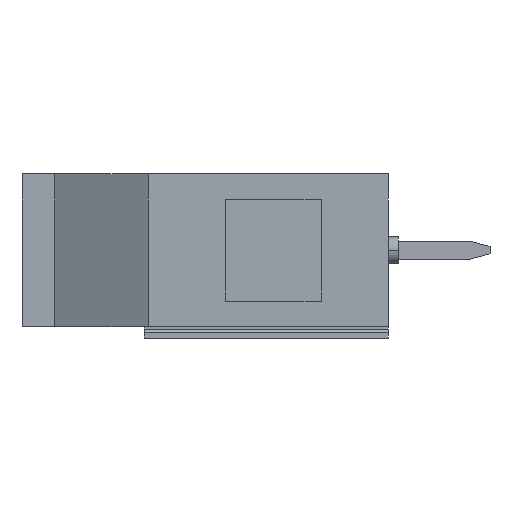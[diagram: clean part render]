
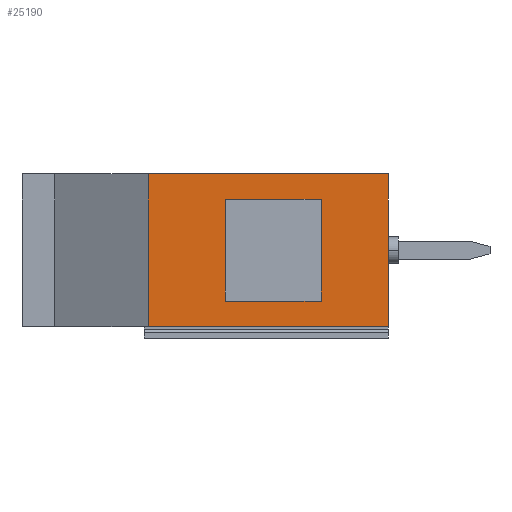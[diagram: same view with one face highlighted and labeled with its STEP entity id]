
A CAD part, left-side view. The second image highlights one B-rep face of the part: STEP entity #25190.
In plain terms, the highlighted planar face has unit normal (-1, 0, 0).
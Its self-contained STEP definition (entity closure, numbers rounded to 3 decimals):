
#8040=CARTESIAN_POINT('',(-88.727,37.058
   ,3.75));
#8050=VERTEX_POINT('',#8040);
#8080=CARTESIAN_POINT('',(-88.727,37.058
   ,3.75));
#8090=DIRECTION('',(0.,1.,
   0.));
#8100=VECTOR('',#8090,1.);
#8110=LINE('',#8080,#8100);
#8120=CARTESIAN_POINT('',(-88.727,48.858
   ,3.75));
#8130=VERTEX_POINT('',#8120);
#8140=EDGE_CURVE('',#8050,#8130,#8110,.T.);
#24550=CARTESIAN_POINT('',(-88.727,
   40.358,0.));
#24560=DIRECTION('',(-1.,0.,
   0.));
#24570=DIRECTION('',(0.,1.,
   0.));
#24580=AXIS2_PLACEMENT_3D('',#24550,#24560,#24570);
#24590=PLANE('',#24580);
#24600=CARTESIAN_POINT('',(-88.727,
   48.858,0.));
#24610=DIRECTION('',(0.,0.,
   1.));
#24620=VECTOR('',#24610,1.);
#24630=LINE('',#24600,#24620);
#24640=CARTESIAN_POINT('',(-88.727,
   48.858,-3.75));
#24650=VERTEX_POINT('',#24640);
#24660=EDGE_CURVE('',#24650,#8130,#24630,.T.);
#24670=ORIENTED_EDGE('',*,*,#24660,.F.);
#24680=ORIENTED_EDGE('',*,*,#8140,.T.);
#24690=CARTESIAN_POINT('',(-88.727,
   37.058,0.));
#24700=DIRECTION('',(0.,0.,
   1.));
#24710=VECTOR('',#24700,1.);
#24720=LINE('',#24690,#24710);
#24730=CARTESIAN_POINT('',(-88.727,
   37.058,-3.75));
#24740=VERTEX_POINT('',#24730);
#24750=EDGE_CURVE('',#24740,#8050,#24720,.T.);
#24760=ORIENTED_EDGE('',*,*,#24750,.T.);
#24770=CARTESIAN_POINT('',(-88.727,
   37.058,-3.75));
#24780=DIRECTION('',(0.,1.,
   0.));
#24790=VECTOR('',#24780,1.);
#24800=LINE('',#24770,#24790);
#24810=EDGE_CURVE('',#24740,#24650,#24800,.T.);
#24820=ORIENTED_EDGE('',*,*,#24810,.F.);
#24830=EDGE_LOOP('',(#24820,#24760,#24680,#24670));
#24840=FACE_OUTER_BOUND('',#24830,.T.);
#24850=CARTESIAN_POINT('',(-88.727,
   0.,2.5));
#24860=DIRECTION('',(0.,1.,
   0.));
#24870=VECTOR('',#24860,1.);
#24880=LINE('',#24850,#24870);
#24890=CARTESIAN_POINT('',(-88.727,
   40.358,2.5));
#24900=VERTEX_POINT('',#24890);
#24910=CARTESIAN_POINT('',(-88.727,
   45.058,2.5));
#24920=VERTEX_POINT('',#24910);
#24930=EDGE_CURVE('',#24900,#24920,#24880,.T.);
#24940=ORIENTED_EDGE('',*,*,#24930,.F.);
#24950=CARTESIAN_POINT('',(-88.727,
   45.058,0.));
#24960=DIRECTION('',(0.,0.,
   -1.));
#24970=VECTOR('',#24960,1.);
#24980=LINE('',#24950,#24970);
#24990=CARTESIAN_POINT('',(-88.727,
   45.058,-2.5));
#25000=VERTEX_POINT('',#24990);
#25010=EDGE_CURVE('',#24920,#25000,#24980,.T.);
#25020=ORIENTED_EDGE('',*,*,#25010,.F.);
#25030=CARTESIAN_POINT('',(-88.727,
   0.,-2.5));
#25040=DIRECTION('',(0.,1.,
   0.));
#25050=VECTOR('',#25040,1.);
#25060=LINE('',#25030,#25050);
#25070=CARTESIAN_POINT('',(-88.727,
   40.358,-2.5));
#25080=VERTEX_POINT('',#25070);
#25090=EDGE_CURVE('',#25080,#25000,#25060,.T.);
#25100=ORIENTED_EDGE('',*,*,#25090,.T.);
#25110=CARTESIAN_POINT('',(-88.727,
   40.358,0.));
#25120=DIRECTION('',(0.,0.,
   1.));
#25130=VECTOR('',#25120,1.);
#25140=LINE('',#25110,#25130);
#25150=EDGE_CURVE('',#25080,#24900,#25140,.T.);
#25160=ORIENTED_EDGE('',*,*,#25150,.F.);
#25170=EDGE_LOOP('',(#25160,#25100,#25020,#24940));
#25180=FACE_BOUND('',#25170,.T.);
#25190=ADVANCED_FACE('',(#24840,#25180),#24590,.T.);
